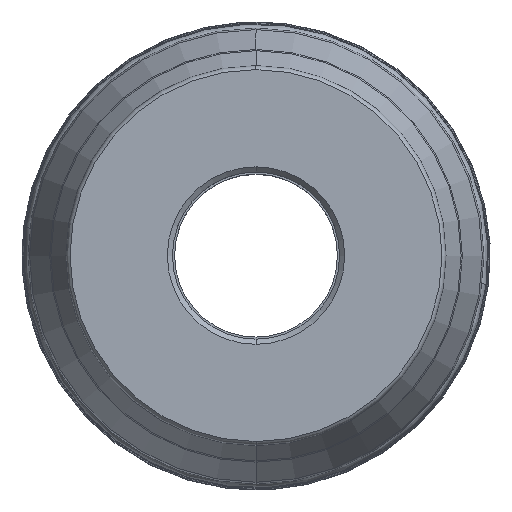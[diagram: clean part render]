
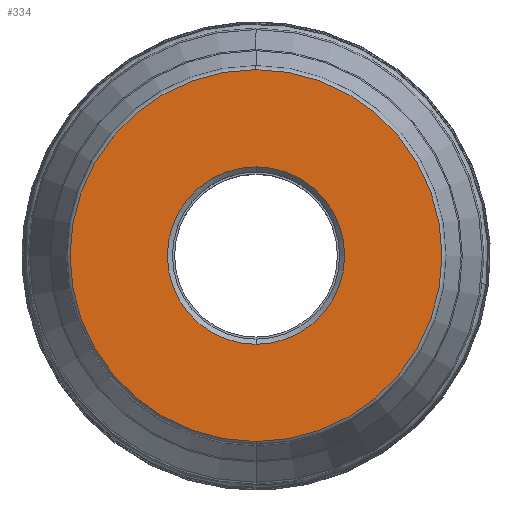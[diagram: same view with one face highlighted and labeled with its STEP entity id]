
A CAD part, top view. The second image highlights one B-rep face of the part: STEP entity #334.
In plain terms, the highlighted planar face has unit normal (0, 0, 1).
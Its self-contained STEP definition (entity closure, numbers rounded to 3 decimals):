
#45=PLANE('',#3036);
#53=FACE_BOUND('',#688,.T.);
#54=FACE_BOUND('',#689,.T.);
#334=ADVANCED_FACE('',(#53,#54),#45,.T.);
#688=EDGE_LOOP('',(#1268,#1269));
#689=EDGE_LOOP('',(#1270,#1271));
#1268=ORIENTED_EDGE('',*,*,#1864,.F.);
#1269=ORIENTED_EDGE('',*,*,#1865,.F.);
#1270=ORIENTED_EDGE('',*,*,#1863,.F.);
#1271=ORIENTED_EDGE('',*,*,#1861,.F.);
#1550=VERTEX_POINT('',#5892);
#1551=VERTEX_POINT('',#5894);
#1552=VERTEX_POINT('',#5900);
#1553=VERTEX_POINT('',#5901);
#1861=EDGE_CURVE('',#1550,#1551,#2235,.T.);
#1863=EDGE_CURVE('',#1551,#1550,#2236,.T.);
#1864=EDGE_CURVE('',#1552,#1553,#2237,.T.);
#1865=EDGE_CURVE('',#1553,#1552,#2238,.T.);
#2235=CIRCLE('',#3030,20.75);
#2236=CIRCLE('',#3032,20.75);
#2237=CIRCLE('',#3034,43.504);
#2238=CIRCLE('',#3035,43.504);
#3030=AXIS2_PLACEMENT_3D('',#5893,#3908,#3909);
#3032=AXIS2_PLACEMENT_3D('',#5897,#3913,#3914);
#3034=AXIS2_PLACEMENT_3D('',#5899,#3917,#3918);
#3035=AXIS2_PLACEMENT_3D('',#5902,#3919,#3920);
#3036=AXIS2_PLACEMENT_3D('',#5903,#3921,#3922);
#3908=DIRECTION('',(0.,0.,1.));
#3909=DIRECTION('',(0.,1.,0.));
#3913=DIRECTION('',(0.,0.,1.));
#3914=DIRECTION('',(0.,-1.,0.));
#3917=DIRECTION('',(0.,0.,-1.));
#3918=DIRECTION('',(0.,-1.,0.));
#3919=DIRECTION('',(0.,0.,-1.));
#3920=DIRECTION('',(0.,1.,0.));
#3921=DIRECTION('',(0.,0.,1.));
#3922=DIRECTION('',(0.,-1.,0.));
#5892=CARTESIAN_POINT('',(0.,20.75,0.));
#5893=CARTESIAN_POINT('',(0.,0.,0.));
#5894=CARTESIAN_POINT('',(0.,-20.75,0.));
#5897=CARTESIAN_POINT('',(0.,0.,0.));
#5899=CARTESIAN_POINT('',(0.,0.,0.));
#5900=CARTESIAN_POINT('',(0.008,-43.504,0.));
#5901=CARTESIAN_POINT('',(-0.008,43.504,0.));
#5902=CARTESIAN_POINT('',(0.,0.,0.));
#5903=CARTESIAN_POINT('',(0.,0.,0.));
